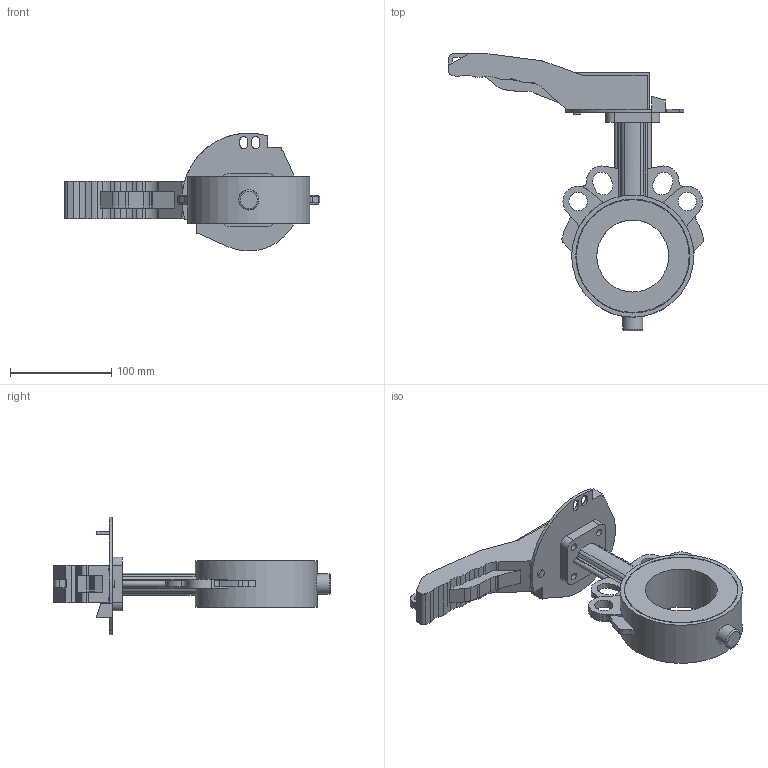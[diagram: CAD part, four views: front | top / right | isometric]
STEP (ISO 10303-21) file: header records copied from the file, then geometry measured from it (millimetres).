
FILE_DESCRIPTION(('FreeCAD Model'),'2;1');
FILE_NAME('btflyDN80.step','2018-07-28T12:21:17',('Author' ),(''),'Open CASCADE STEP processor 7.2','FreeCAD','Unknown');
FILE_SCHEMA(('AUTOMOTIVE_DESIGN { 1 0 10303 214 1 1 1 1 }'));
Length unit declared in the file: millimetre
Products named in the file (1): Fusion
Bounding box: 251.82 x 273.5 x 116.34 mm (x, y, z)
Volume: 668495.6 mm3; surface area: 118055.7 mm2
Topology: 1 solids, 2 shells, 228 faces, 642 edges, 422 vertices
Faces by surface type: plane 137, cylinder 90, torus 1
Full cylindrical faces by diameter (mm): 6 x4, 7 x4, 7.5 x1, 18 x2, 20 x1, 35 x1, 71 x1, 111.3 x2, 112.5 x2, 120.5 x1
Entity records: 18705 total; most frequent: CARTESIAN_POINT 4053, DIRECTION 2506, LINE 1466, VECTOR 1466, ORIENTED_EDGE 1284, PCURVE 1284, DEFINITIONAL_REPRESENTATION 1284, EDGE_CURVE 642
